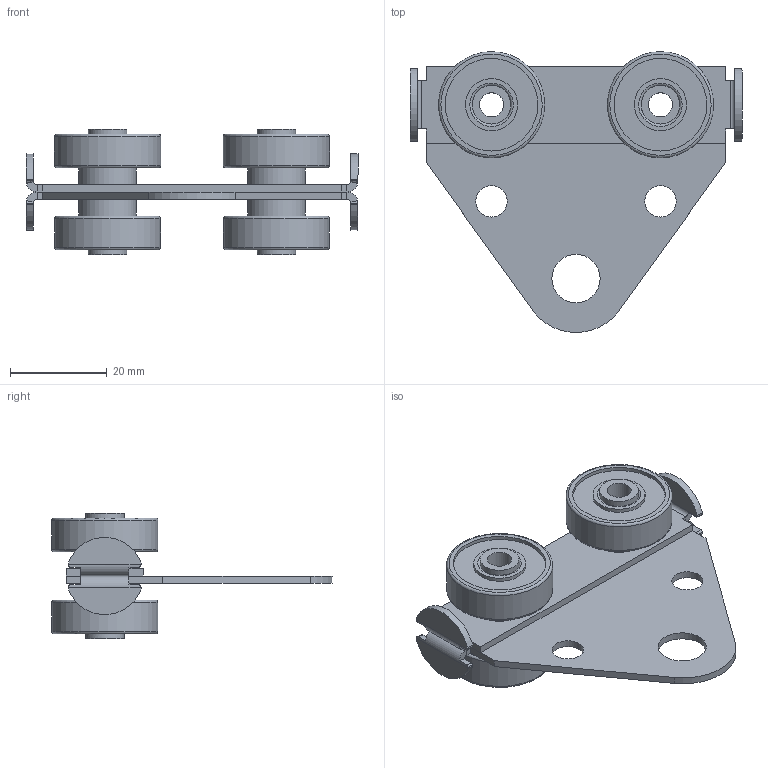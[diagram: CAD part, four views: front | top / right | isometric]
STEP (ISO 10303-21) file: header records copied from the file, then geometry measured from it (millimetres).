
FILE_DESCRIPTION(('STEP AP203'), '1');
FILE_NAME('ÐË313.050.RC30.00.000 Òåëåæêà RC30 êàáåëüíàÿ çàêðóãëåííàÿ', '', ('UNSPECIFIED'), ('UNSPECIFIED'), 'ASCON STEP Converter 1.3', 'ASCON Math Kernel', '');
FILE_SCHEMA(('CONFIG_CONTROL_DESIGN'));
Length unit declared in the file: millimetre
Products named in the file (1): 倓313.050.RC30.00.000
Bounding box: 68.8 x 58.15 x 26 mm (x, y, z)
Volume: 15677.4 mm3; surface area: 14906.9 mm2
Topology: 1 solids, 1 shells, 182 faces, 401 edges, 254 vertices
Faces by surface type: plane 92, cylinder 68, torus 14, bspline 8
Full cylindrical faces by diameter (mm): 5 x2, 6.5 x2, 8 x8, 9 x2, 10 x1, 10.8 x8, 12 x4, 19.2 x8, 22 x4
Entity records: 6487 total; most frequent: CARTESIAN_POINT 1073, DIRECTION 838, ORIENTED_EDGE 696, EDGE_CURVE 348, AXIS2_PLACEMENT_3D 331, EDGE_LOOP 280, VERTEX_POINT 254, FACE_BOUND 190
